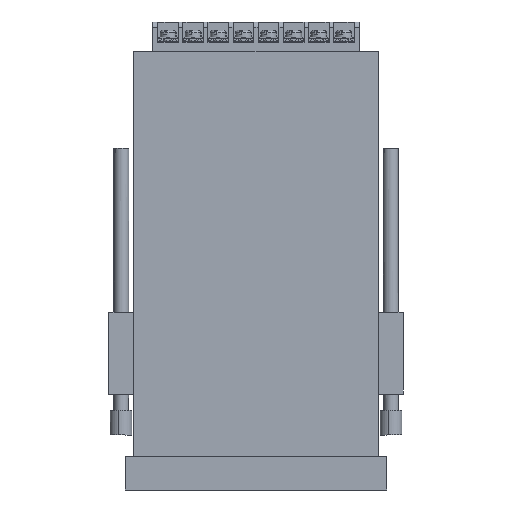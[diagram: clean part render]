
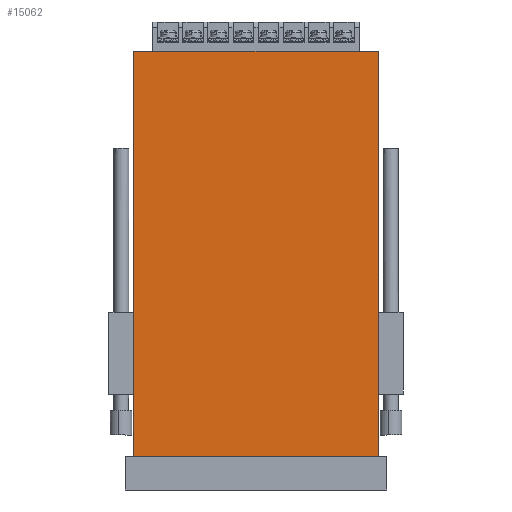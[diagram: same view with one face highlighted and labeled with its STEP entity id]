
A CAD part, front view. The second image highlights one B-rep face of the part: STEP entity #15062.
In plain terms, the highlighted planar face has unit normal (0, -1, 0.002).
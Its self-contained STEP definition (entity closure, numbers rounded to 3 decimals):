
#37 = DIRECTION ( 'NONE',  ( 0.002, 0.002, 1. ) ) ;
#1522 = LINE ( 'NONE', #9951, #18244 ) ;
#1685 = DIRECTION ( 'NONE',  ( 0., -1., 0.002 ) ) ;
#2163 = DIRECTION ( 'NONE',  ( -0.002, 0.002, 1. ) ) ;
#2209 = VERTEX_POINT ( 'NONE', #14749 ) ;
#2346 = VERTEX_POINT ( 'NONE', #10199 ) ;
#3412 = LINE ( 'NONE', #14977, #10256 ) ;
#4259 = EDGE_CURVE ( 'NONE', #2346, #7430, #1522, .T. ) ;
#4795 = CARTESIAN_POINT ( 'NONE',  ( -44.75, -22.25, 0. ) ) ;
#5119 = VECTOR ( 'NONE', #17664, 1000. ) ;
#5165 = CARTESIAN_POINT ( 'NONE',  ( 44.75, -22.25, 0. ) ) ;
#5540 = EDGE_CURVE ( 'NONE', #2346, #2209, #13346, .T. ) ;
#6638 = ORIENTED_EDGE ( 'NONE', *, *, #5540, .F. ) ;
#6899 = EDGE_CURVE ( 'NONE', #7430, #14489, #3412, .T. ) ;
#7060 = ORIENTED_EDGE ( 'NONE', *, *, #8445, .F. ) ;
#7343 = EDGE_LOOP ( 'NONE', ( #7060, #6638, #17818, #13564 ) ) ;
#7430 = VERTEX_POINT ( 'NONE', #16310 ) ;
#7851 = CARTESIAN_POINT ( 'NONE',  ( -44.75, -22.25, 0. ) ) ;
#8445 = EDGE_CURVE ( 'NONE', #2209, #14489, #13747, .T. ) ;
#9951 = CARTESIAN_POINT ( 'NONE',  ( -44.75, -22.499, -148.5 ) ) ;
#10199 = CARTESIAN_POINT ( 'NONE',  ( -44.999, -22.499, -148.5 ) ) ;
#10256 = VECTOR ( 'NONE', #2163, 1000. ) ;
#11415 = DIRECTION ( 'NONE',  ( 0., -0.002, -1. ) ) ;
#13346 = LINE ( 'NONE', #17200, #16629 ) ;
#13502 = AXIS2_PLACEMENT_3D ( 'NONE', #4795, #1685, #11415 ) ;
#13564 = ORIENTED_EDGE ( 'NONE', *, *, #6899, .T. ) ;
#13747 = LINE ( 'NONE', #7851, #5119 ) ;
#14489 = VERTEX_POINT ( 'NONE', #5165 ) ;
#14749 = CARTESIAN_POINT ( 'NONE',  ( -44.75, -22.25, 0. ) ) ;
#14977 = CARTESIAN_POINT ( 'NONE',  ( 44.75, -22.25, 0.15 ) ) ;
#15062 = ADVANCED_FACE ( 'NONE', ( #16755 ), #19406, .T. ) ;
#16310 = CARTESIAN_POINT ( 'NONE',  ( 44.999, -22.499, -148.5 ) ) ;
#16629 = VECTOR ( 'NONE', #37, 1000. ) ;
#16755 = FACE_OUTER_BOUND ( 'NONE', #7343, .T. ) ;
#17200 = CARTESIAN_POINT ( 'NONE',  ( -44.75, -22.25, 0.075 ) ) ;
#17664 = DIRECTION ( 'NONE',  ( 1., 0., 0. ) ) ;
#17818 = ORIENTED_EDGE ( 'NONE', *, *, #4259, .T. ) ;
#18244 = VECTOR ( 'NONE', #19986, 1000. ) ;
#19406 = PLANE ( 'NONE',  #13502 ) ;
#19986 = DIRECTION ( 'NONE',  ( 1., 0., 0. ) ) ;
